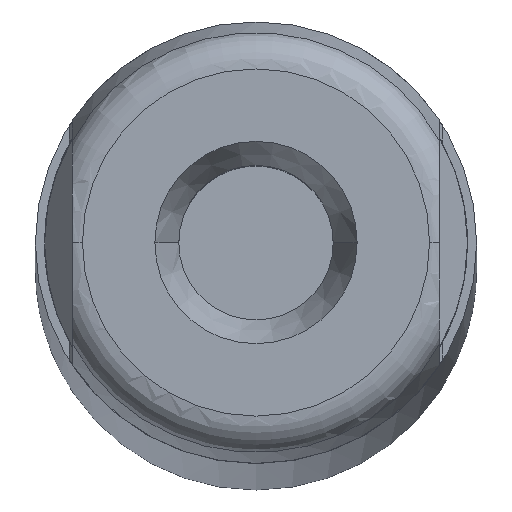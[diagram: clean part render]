
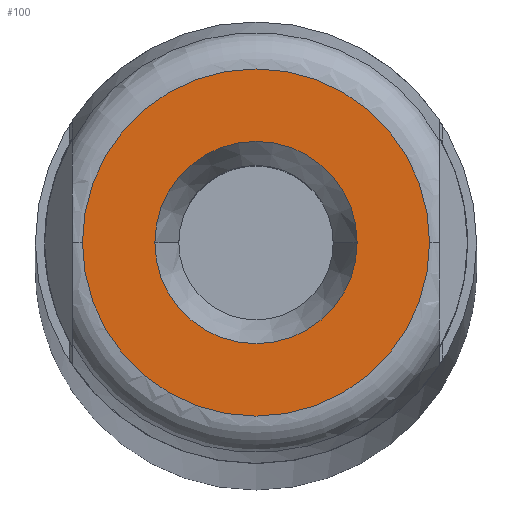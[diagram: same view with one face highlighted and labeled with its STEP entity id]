
A CAD part, top view. The second image highlights one B-rep face of the part: STEP entity #100.
In plain terms, the highlighted planar face has unit normal (0, 0, 1).
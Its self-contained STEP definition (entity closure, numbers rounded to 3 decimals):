
#12 = EDGE_CURVE ( 'NONE', #1176, #1131, #218, .T. ) ;
#45 = ORIENTED_EDGE ( 'NONE', *, *, #1172, .T. ) ;
#70 = EDGE_CURVE ( 'NONE', #1131, #1176, #539, .T. ) ;
#100 = ADVANCED_FACE ( 'NONE', ( #683, #684 ), #685, .F. ) ;
#126 = ORIENTED_EDGE ( 'NONE', *, *, #70, .F. ) ;
#134 = ORIENTED_EDGE ( 'NONE', *, *, #1080, .T. ) ;
#188 = VERTEX_POINT ( 'NONE', #1019 ) ;
#189 = CIRCLE ( 'NONE', #190, 4.72 ) ;
#190 = AXIS2_PLACEMENT_3D ( 'NONE', #191, #192, #193 ) ;
#191 = CARTESIAN_POINT ( 'NONE',  ( 0., 0., 0. ) ) ;
#192 = DIRECTION ( 'NONE',  ( 0., 0., 1. ) ) ;
#193 = DIRECTION ( 'NONE',  ( 1., 0., 0. ) ) ;
#218 = CIRCLE ( 'NONE', #219, 2.75 ) ;
#219 = AXIS2_PLACEMENT_3D ( 'NONE', #220, #222, #223 ) ;
#220 = CARTESIAN_POINT ( 'NONE',  ( 0., 0., 0. ) ) ;
#222 = DIRECTION ( 'NONE',  ( 0., 0., 1. ) ) ;
#223 = DIRECTION ( 'NONE',  ( 1., 0., 0. ) ) ;
#494 = CARTESIAN_POINT ( 'NONE',  ( -2.75, 0., 0. ) ) ;
#539 = CIRCLE ( 'NONE', #540, 2.75 ) ;
#540 = AXIS2_PLACEMENT_3D ( 'NONE', #541, #542, #543 ) ;
#541 = CARTESIAN_POINT ( 'NONE',  ( 0., 0., 0. ) ) ;
#542 = DIRECTION ( 'NONE',  ( 0., 0., 1. ) ) ;
#543 = DIRECTION ( 'NONE',  ( 1., 0., 0. ) ) ;
#683 = FACE_BOUND ( 'NONE', #796, .T. ) ;
#684 = FACE_OUTER_BOUND ( 'NONE', #1085, .T. ) ;
#685 = PLANE ( 'NONE',  #686 ) ;
#686 = AXIS2_PLACEMENT_3D ( 'NONE', #689, #690, #691 ) ;
#689 = CARTESIAN_POINT ( 'NONE',  ( 0., 0., 0. ) ) ;
#690 = DIRECTION ( 'NONE',  ( 0., 0., -1. ) ) ;
#691 = DIRECTION ( 'NONE',  ( -1., 0., 0. ) ) ;
#796 = EDGE_LOOP ( 'NONE', ( #1048, #126 ) ) ;
#816 = CIRCLE ( 'NONE', #817, 4.72 ) ;
#817 = AXIS2_PLACEMENT_3D ( 'NONE', #818, #819, #820 ) ;
#818 = CARTESIAN_POINT ( 'NONE',  ( 0., 0., 0. ) ) ;
#819 = DIRECTION ( 'NONE',  ( 0., 0., 1. ) ) ;
#820 = DIRECTION ( 'NONE',  ( 1., 0., 0. ) ) ;
#840 = CARTESIAN_POINT ( 'NONE',  ( 2.75, 0., 0. ) ) ;
#1016 = CARTESIAN_POINT ( 'NONE',  ( 4.72, 0., 0. ) ) ;
#1019 = CARTESIAN_POINT ( 'NONE',  ( -4.72, 0., 0. ) ) ;
#1048 = ORIENTED_EDGE ( 'NONE', *, *, #12, .F. ) ;
#1080 = EDGE_CURVE ( 'NONE', #1203, #188, #189, .T. ) ;
#1085 = EDGE_LOOP ( 'NONE', ( #134, #45 ) ) ;
#1131 = VERTEX_POINT ( 'NONE', #494 ) ;
#1172 = EDGE_CURVE ( 'NONE', #188, #1203, #816, .T. ) ;
#1176 = VERTEX_POINT ( 'NONE', #840 ) ;
#1203 = VERTEX_POINT ( 'NONE', #1016 ) ;
